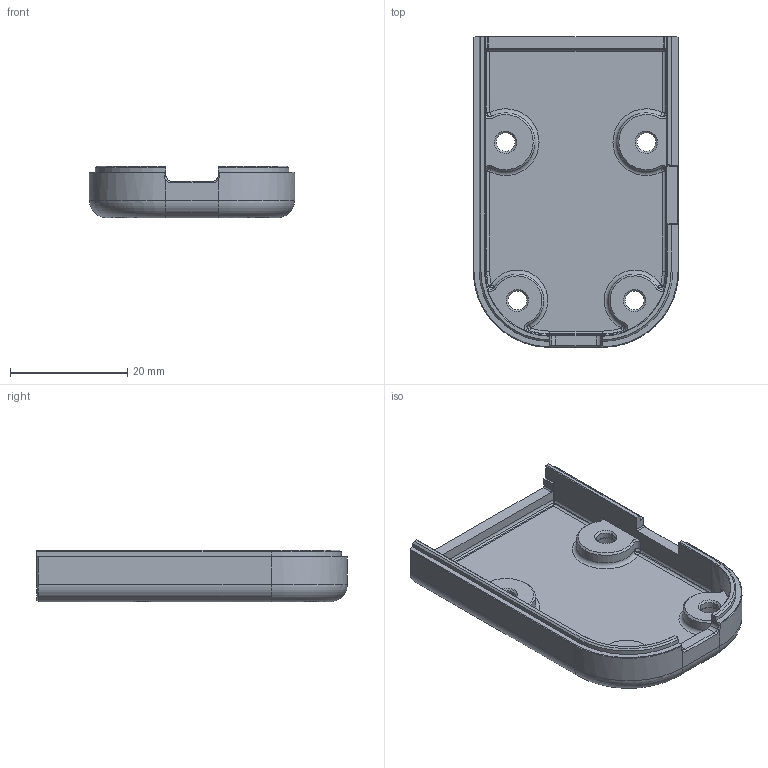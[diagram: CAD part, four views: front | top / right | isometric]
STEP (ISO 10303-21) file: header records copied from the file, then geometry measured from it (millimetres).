
FILE_DESCRIPTION(('CATIA V5 STEP Exchange'),'2;1');
FILE_NAME('usb-can_housing-lower_2.13_SNa.stp','2021-08-15T21:22:38+00:00',('none'),('none'),'CATIA Version 5 Release 19 SP 2 (IN-10)','CATIA V5 STEP AP203','none');
FILE_SCHEMA(('CONFIG_CONTROL_DESIGN'));
Length unit declared in the file: millimetre
Products named in the file (1): housing_lower
Bounding box: 35 x 53 x 8.8 mm (x, y, z)
Volume: 5296 mm3; surface area: 5725.2 mm2
Topology: 1 solids, 1 shells, 248 faces, 639 edges, 377 vertices
Faces by surface type: cylinder 68, plane 68, cone 50, bspline 32, sphere 16, torus 14
Entity records: 10043 total; most frequent: CARTESIAN_POINT 4527, ORIENTED_EDGE 1246, DIRECTION 903, EDGE_CURVE 623, AXIS2_PLACEMENT_3D 428, VERTEX_POINT 377, VECTOR 264, LINE 264
